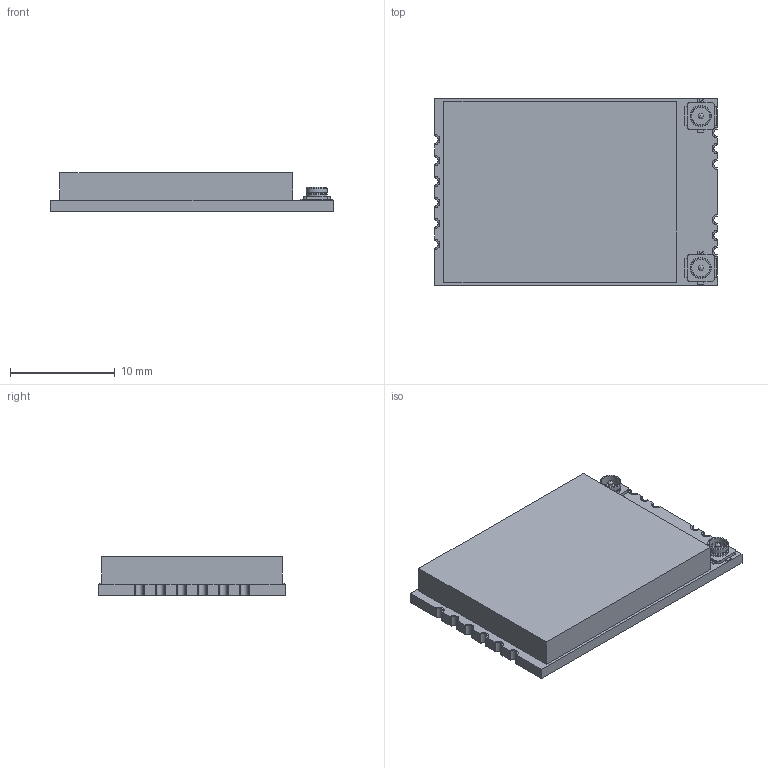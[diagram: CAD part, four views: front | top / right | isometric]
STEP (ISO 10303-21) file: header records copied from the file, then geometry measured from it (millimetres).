
FILE_DESCRIPTION(('FreeCAD Model'),'2;1');
FILE_NAME('Open CASCADE Shape Model','2025-01-04T19:35:36',(''),(''), 'Open CASCADE STEP processor 7.6','FreeCAD','Unknown');
FILE_SCHEMA(('AUTOMOTIVE_DESIGN { 1 0 10303 214 1 1 1 1 }'));
Length unit declared in the file: millimetre
Products named in the file (9): RTL8812AU; PCB; IPEX; IPEX1; IPEX2; Pad1; Pad2; Chip_cooling; TOP
Assembly tree (8 placements, depth 3):
  RTL8812AU
    PCB
    IPEX
      IPEX1
      IPEX2
    Pad1
    Pad2
    Chip_cooling
    TOP
Bounding box: 27 x 17.8 x 3.68 mm (x, y, z)
Volume: 1516.1 mm3; surface area: 2230.7 mm2
Topology: 29 solids, 29 shells, 284 faces, 654 edges, 432 vertices
Faces by surface type: plane 194, cylinder 82, cone 6, sphere 2
Full cylindrical faces by diameter (mm): 0.5 x2, 1.7 x2, 1.855 x2, 2 x4
Entity records: 8879 total; most frequent: DIRECTION 1406, CARTESIAN_POINT 1377, ORIENTED_EDGE 1304, EDGE_CURVE 652, LINE 484, VECTOR 484, AXIS2_PLACEMENT_3D 461, VERTEX_POINT 432
